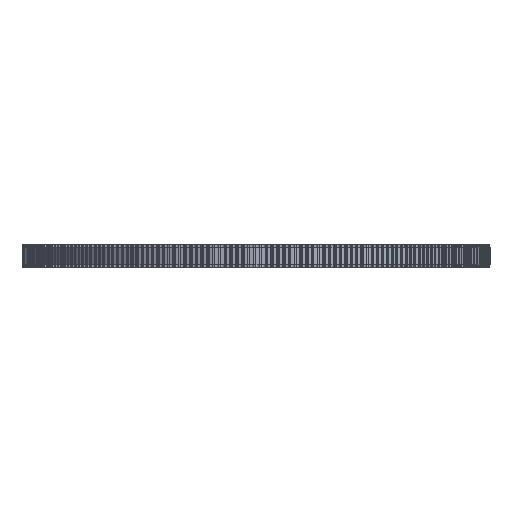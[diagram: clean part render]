
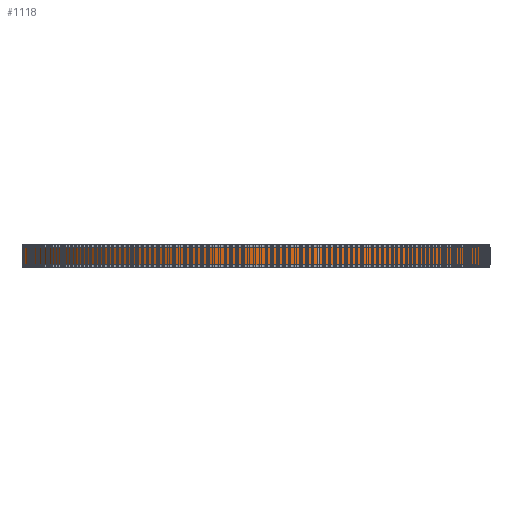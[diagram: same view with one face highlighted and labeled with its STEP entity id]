
A CAD part, left-side view. The second image highlights one B-rep face of the part: STEP entity #1118.
In plain terms, the highlighted cylindrical face has radius 79.259 mm (diameter 158.518 mm), a full revolution.
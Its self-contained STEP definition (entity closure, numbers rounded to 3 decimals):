
#97=FACE_BOUND('',#4112,.T.);
#98=FACE_BOUND('',#4113,.T.);
#1118=ADVANCED_FACE('',(#97,#98),#2115,.T.);
#2115=CYLINDRICAL_SURFACE('',#22055,79.259);
#4112=EDGE_LOOP('',(#12082));
#4113=EDGE_LOOP('',(#12083));
#12082=ORIENTED_EDGE('',*,*,#17066,.T.);
#12083=ORIENTED_EDGE('',*,*,#17067,.T.);
#14076=VERTEX_POINT('',#35020);
#14077=VERTEX_POINT('',#35022);
#17066=EDGE_CURVE('',#14076,#14076,#19060,.T.);
#17067=EDGE_CURVE('',#14077,#14077,#19061,.T.);
#19060=CIRCLE('',#22053,79.259);
#19061=CIRCLE('',#22054,79.259);
#22053=AXIS2_PLACEMENT_3D('',#35019,#29034,#29035);
#22054=AXIS2_PLACEMENT_3D('',#35021,#29036,#29037);
#22055=AXIS2_PLACEMENT_3D('',#35023,#29038,#29039);
#29034=DIRECTION('',(0.,0.,1.));
#29035=DIRECTION('',(1.,0.,0.));
#29036=DIRECTION('',(0.,0.,-1.));
#29037=DIRECTION('',(1.,0.,0.));
#29038=DIRECTION('',(0.,0.,1.));
#29039=DIRECTION('',(1.,0.,0.));
#35019=CARTESIAN_POINT('',(0.,0.,1.));
#35020=CARTESIAN_POINT('',(79.259,0.,1.));
#35021=CARTESIAN_POINT('',(0.,0.,7.));
#35022=CARTESIAN_POINT('',(79.259,0.,7.));
#35023=CARTESIAN_POINT('',(0.,0.,1.));
